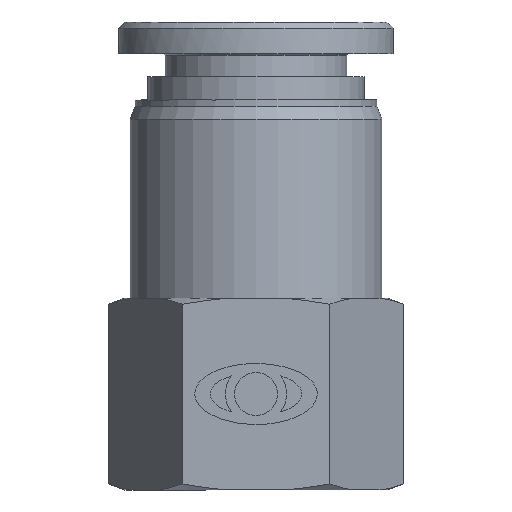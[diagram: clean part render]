
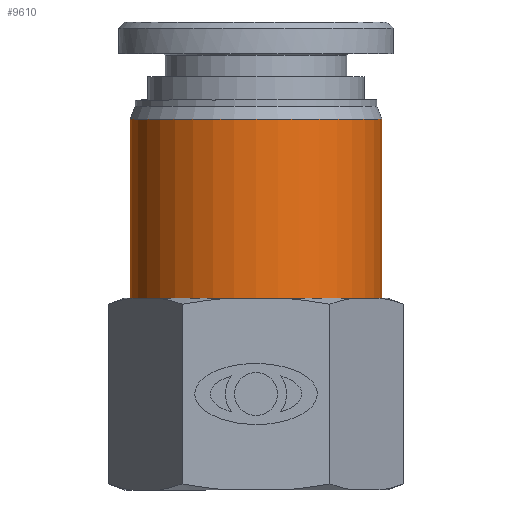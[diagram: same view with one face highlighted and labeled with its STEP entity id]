
A CAD part, front view. The second image highlights one B-rep face of the part: STEP entity #9610.
In plain terms, the highlighted cylindrical face has radius 9.85 mm (diameter 19.7 mm), a full revolution.
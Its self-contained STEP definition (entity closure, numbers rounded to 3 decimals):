
#9502=CARTESIAN_POINT('',(-9.85,15.0,0.0));
#9503=VERTEX_POINT('',#9502);
#9504=CARTESIAN_POINT('',(0.,15.0,0.0));
#9505=DIRECTION('',(0.0,1.0,0.0));
#9506=DIRECTION('',(-1.0,0.0,0.0));
#9507=AXIS2_PLACEMENT_3D('',#9504,#9505,#9506);
#9508=CIRCLE('',#9507,9.85);
#9509=EDGE_CURVE('',#9503,#9503,#9508,.T.);
#9591=CARTESIAN_POINT('',(0.,28.,0.0));
#9592=DIRECTION('',(0.,1.0,0.0));
#9593=DIRECTION('',(-1.0,0.0,0.0));
#9594=AXIS2_PLACEMENT_3D('',#9591,#9592,#9593);
#9595=CYLINDRICAL_SURFACE('',#9594,9.85);
#9596=ORIENTED_EDGE('',*,*,#9509,.T.);
#9597=EDGE_LOOP('',(#9596));
#9598=FACE_OUTER_BOUND('',#9597,.T.);
#9599=CARTESIAN_POINT('',(-9.85,29.,0.0));
#9600=VERTEX_POINT('',#9599);
#9601=CARTESIAN_POINT('',(0.,29.,0.0));
#9602=DIRECTION('',(0.0,1.0,0.0));
#9603=DIRECTION('',(-1.0,0.0,0.0));
#9604=AXIS2_PLACEMENT_3D('',#9601,#9602,#9603);
#9605=CIRCLE('',#9604,9.85);
#9606=EDGE_CURVE('',#9600,#9600,#9605,.T.);
#9607=ORIENTED_EDGE('',*,*,#9606,.F.);
#9608=EDGE_LOOP('',(#9607));
#9609=FACE_BOUND('',#9608,.T.);
#9610=ADVANCED_FACE('',(#9598,#9609),#9595,.T.);
